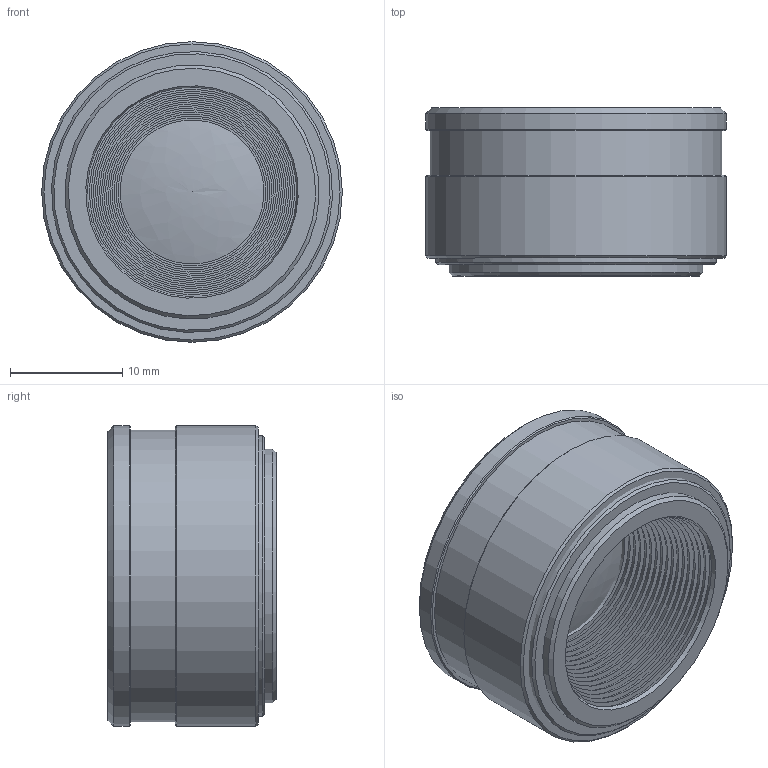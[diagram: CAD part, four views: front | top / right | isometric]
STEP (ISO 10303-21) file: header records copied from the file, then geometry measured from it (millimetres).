
FILE_DESCRIPTION (( 'STEP AP203' ), '1' );
FILE_NAME ('693028.STEP', '2024-07-15T02:34:54', ( 'Windows User' ), ( 'P R C' ), 'SwSTEP 2.0', 'SolidWorks 2020', '' );
FILE_SCHEMA (( 'CONFIG_CONTROL_DESIGN' ));
Length unit declared in the file: millimetre
Products named in the file (1): 693028
Bounding box: 26.74 x 14.95 x 26.74 mm (x, y, z)
Volume: 6190.6 mm3; surface area: 5757 mm2
Topology: 3 solids, 3 shells, 79 faces, 152 edges, 102 vertices
Faces by surface type: cone 34, plane 29, cylinder 12, bspline 4
Full cylindrical faces by diameter (mm): 12.8 x1, 14.2 x1, 17.6 x1, 19 x1, 20 x2, 21 x1, 22.6 x1, 24.19 x1, 25.94 x1, 26.74 x2
Entity records: 1741 total; most frequent: CARTESIAN_POINT 336, DIRECTION 306, ORIENTED_EDGE 162, EDGE_LOOP 154, AXIS2_PLACEMENT_3D 153, FACE_OUTER_BOUND 91, EDGE_CURVE 81, ADVANCED_FACE 79
